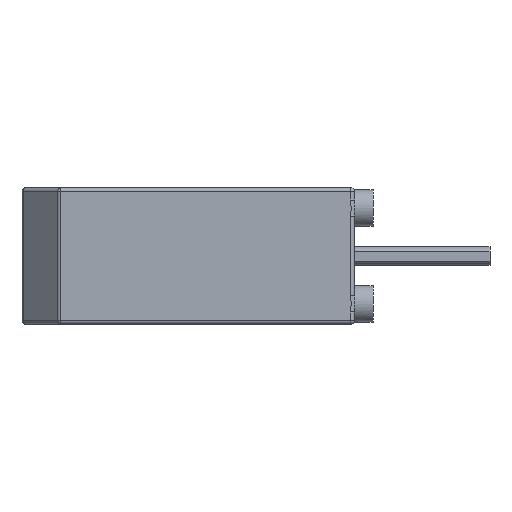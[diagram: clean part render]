
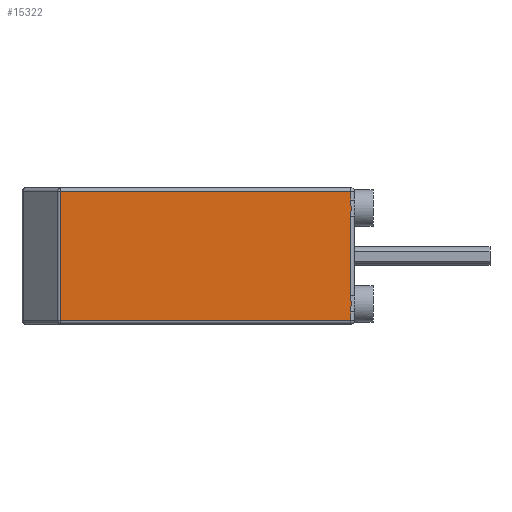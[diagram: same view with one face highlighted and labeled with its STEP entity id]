
A CAD part, left-side view. The second image highlights one B-rep face of the part: STEP entity #15322.
In plain terms, the highlighted planar face has unit normal (-1, 0, 0).
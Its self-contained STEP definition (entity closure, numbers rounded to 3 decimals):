
#7295 = EDGE_CURVE ( 'NONE', #14513, #15242, #8696, .T. ) ;
#8693 = DIRECTION ( 'NONE',  ( 0., 0., -1. ) ) ;
#8694 = VECTOR ( 'NONE', #8693, 1000. ) ;
#8695 = CARTESIAN_POINT ( 'NONE',  ( -3.3, 7.971, 1.85 ) ) ;
#8696 = LINE ( 'NONE', #8695, #8694 ) ;
#10531 = CARTESIAN_POINT ( 'NONE',  ( -3.3, 0.1, -1.082 ) ) ;
#10641 = DIRECTION ( 'NONE',  ( 0., 0., 1. ) ) ;
#10642 = VECTOR ( 'NONE', #10641, 1000. ) ;
#10643 = CARTESIAN_POINT ( 'NONE',  ( -3.3, 0.1, 1.85 ) ) ;
#10644 = LINE ( 'NONE', #10643, #10642 ) ;
#10645 = CARTESIAN_POINT ( 'NONE',  ( -3.3, 0.1, 1.518 ) ) ;
#10650 = CARTESIAN_POINT ( 'NONE',  ( -3.3, 0.1, 1.75 ) ) ;
#10653 = DIRECTION ( 'NONE',  ( 0., 1., 0. ) ) ;
#10654 = VECTOR ( 'NONE', #10653, 1000. ) ;
#10655 = CARTESIAN_POINT ( 'NONE',  ( -3.3, 9.012, 1.75 ) ) ;
#10662 = LINE ( 'NONE', #10655, #10654 ) ;
#10788 = CARTESIAN_POINT ( 'NONE',  ( -3.3, 0.1, 1.155 ) ) ;
#10789 = CARTESIAN_POINT ( 'NONE',  ( -3.3, 0.1, 1.082 ) ) ;
#10790 = B_SPLINE_CURVE_WITH_KNOTS ( 'NONE', 3,
 ( #10789, #10788, #10843, #10842, #10841, #10840 ),
 .UNSPECIFIED., .F., .F.,
 ( 4, 2, 4 ),
 ( 0., 0., 0. ),
 .UNSPECIFIED. ) ;
#10791 = CARTESIAN_POINT ( 'NONE',  ( -3.3, 0.1, 1.082 ) ) ;
#10838 = DIRECTION ( 'NONE',  ( 0., 0., 1. ) ) ;
#10839 = VECTOR ( 'NONE', #10838, 1000. ) ;
#10840 = CARTESIAN_POINT ( 'NONE',  ( -3.3, 0.1, 1.518 ) ) ;
#10841 = CARTESIAN_POINT ( 'NONE',  ( -3.3, 0.1, 1.445 ) ) ;
#10842 = CARTESIAN_POINT ( 'NONE',  ( -3.3, 0.087, 1.373 ) ) ;
#10843 = CARTESIAN_POINT ( 'NONE',  ( -3.3, 0.087, 1.227 ) ) ;
#10844 = CARTESIAN_POINT ( 'NONE',  ( -3.3, 0.1, 1.85 ) ) ;
#10845 = LINE ( 'NONE', #10844, #10839 ) ;
#11141 = CARTESIAN_POINT ( 'NONE',  ( -3.3, 7.971, 1.75 ) ) ;
#12650 = CARTESIAN_POINT ( 'NONE',  ( -3.3, 0.1, -1.518 ) ) ;
#12651 = CARTESIAN_POINT ( 'NONE',  ( -3.3, 0.1, -1.75 ) ) ;
#12652 = CARTESIAN_POINT ( 'NONE',  ( -3.3, 7.971, -1.75 ) ) ;
#12773 = DIRECTION ( 'NONE',  ( 0., 0., 1. ) ) ;
#12774 = VECTOR ( 'NONE', #12773, 1000. ) ;
#12776 = CARTESIAN_POINT ( 'NONE',  ( -3.3, 0.1, -1.082 ) ) ;
#12777 = CARTESIAN_POINT ( 'NONE',  ( -3.3, 0.1, -1.155 ) ) ;
#12778 = CARTESIAN_POINT ( 'NONE',  ( -3.3, 0.087, -1.227 ) ) ;
#12779 = CARTESIAN_POINT ( 'NONE',  ( -3.3, 0.087, -1.373 ) ) ;
#12780 = CARTESIAN_POINT ( 'NONE',  ( -3.3, 0.1, -1.445 ) ) ;
#12781 = CARTESIAN_POINT ( 'NONE',  ( -3.3, 0.1, -1.518 ) ) ;
#12782 = CARTESIAN_POINT ( 'NONE',  ( -3.3, 0.1, 1.85 ) ) ;
#12783 = LINE ( 'NONE', #12782, #12774 ) ;
#12784 = B_SPLINE_CURVE_WITH_KNOTS ( 'NONE', 3,
 ( #12781, #12780, #12779, #12778, #12777, #12776 ),
 .UNSPECIFIED., .F., .F.,
 ( 4, 2, 4 ),
 ( 0., 0., 0. ),
 .UNSPECIFIED. ) ;
#12803 = DIRECTION ( 'NONE',  ( 0., 0., -1. ) ) ;
#12804 = DIRECTION ( 'NONE',  ( 1., 0., 0. ) ) ;
#12805 = CARTESIAN_POINT ( 'NONE',  ( -3.3, 9.012, 1.85 ) ) ;
#12806 = AXIS2_PLACEMENT_3D ( 'NONE', #12805, #12804, #12803 ) ;
#12807 = PLANE ( 'NONE',  #12806 ) ;
#12808 = FACE_OUTER_BOUND ( 'NONE', #15308, .T. ) ;
#12810 = DIRECTION ( 'NONE',  ( 0., -1., 0. ) ) ;
#12811 = VECTOR ( 'NONE', #12810, 1000. ) ;
#12812 = CARTESIAN_POINT ( 'NONE',  ( -3.3, 9.012, -1.75 ) ) ;
#12813 = LINE ( 'NONE', #12812, #12811 ) ;
#14233 = VERTEX_POINT ( 'NONE', #10531 ) ;
#14276 = EDGE_CURVE ( 'NONE', #14280, #14513, #10662, .T. ) ;
#14280 = VERTEX_POINT ( 'NONE', #10650 ) ;
#14282 = ORIENTED_EDGE ( 'NONE', *, *, #14276, .T. ) ;
#14289 = VERTEX_POINT ( 'NONE', #10645 ) ;
#14290 = EDGE_CURVE ( 'NONE', #14289, #14280, #10644, .T. ) ;
#14291 = ORIENTED_EDGE ( 'NONE', *, *, #14290, .T. ) ;
#14320 = VERTEX_POINT ( 'NONE', #10791 ) ;
#14323 = EDGE_CURVE ( 'NONE', #14320, #14289, #10790, .T. ) ;
#14325 = ORIENTED_EDGE ( 'NONE', *, *, #14323, .T. ) ;
#14328 = EDGE_CURVE ( 'NONE', #14233, #14320, #10845, .T. ) ;
#14329 = ORIENTED_EDGE ( 'NONE', *, *, #14328, .T. ) ;
#14495 = ORIENTED_EDGE ( 'NONE', *, *, #7295, .T. ) ;
#14513 = VERTEX_POINT ( 'NONE', #11141 ) ;
#15232 = ORIENTED_EDGE ( 'NONE', *, *, #15296, .T. ) ;
#15242 = VERTEX_POINT ( 'NONE', #12652 ) ;
#15243 = VERTEX_POINT ( 'NONE', #12651 ) ;
#15244 = ORIENTED_EDGE ( 'NONE', *, *, #15304, .T. ) ;
#15246 = VERTEX_POINT ( 'NONE', #12650 ) ;
#15296 = EDGE_CURVE ( 'NONE', #15246, #14233, #12784, .T. ) ;
#15304 = EDGE_CURVE ( 'NONE', #15243, #15246, #12783, .T. ) ;
#15308 = EDGE_LOOP ( 'NONE', ( #15313, #15244, #15232, #14329, #14325, #14291, #14282, #14495 ) ) ;
#15309 = EDGE_CURVE ( 'NONE', #15242, #15243, #12813, .T. ) ;
#15313 = ORIENTED_EDGE ( 'NONE', *, *, #15309, .T. ) ;
#15322 = ADVANCED_FACE ( 'NONE', ( #12808 ), #12807, .F. ) ;
